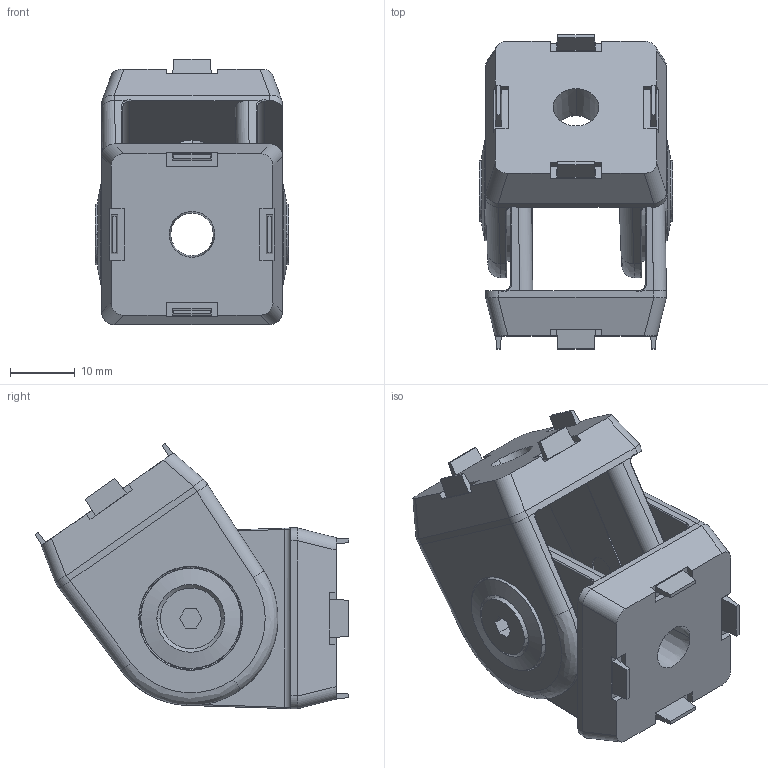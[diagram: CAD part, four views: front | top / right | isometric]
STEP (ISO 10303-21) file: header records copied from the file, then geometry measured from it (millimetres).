
FILE_DESCRIPTION (( 'STEP AP203' ), '1' );
FILE_NAME ('151067.step', '2021-06-03T16:13:52', ( '' ), ( '' ), 'SwSTEP 2.0', 'SolidWorks 2021', '' );
FILE_SCHEMA (( 'CONFIG_CONTROL_DESIGN' ));
Length unit declared in the file: inch
Products named in the file (1): 151067
Bounding box: 29.9 x 48.62 x 41.12 mm (x, y, z)
Volume: 18740.9 mm3; surface area: 13452 mm2
Topology: 8 solids, 8 shells, 487 faces, 1216 edges, 771 vertices
Faces by surface type: plane 200, cylinder 123, torus 73, cone 69, bspline 20, sphere 2
Entity records: 17132 total; most frequent: CARTESIAN_POINT 5735, ORIENTED_EDGE 2432, DIRECTION 2264, EDGE_CURVE 1216, AXIS2_PLACEMENT_3D 855, VERTEX_POINT 771, VECTOR 554, LINE 554
